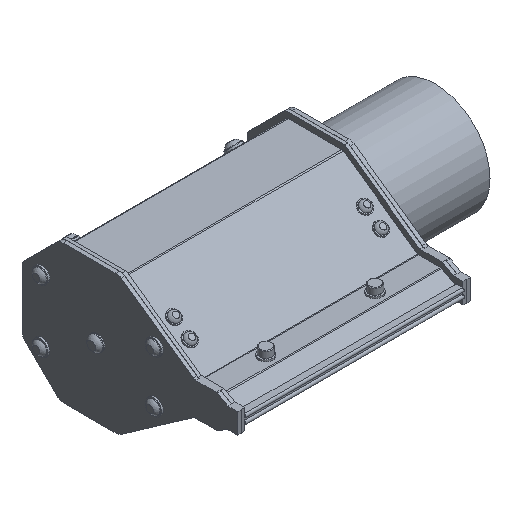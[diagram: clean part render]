
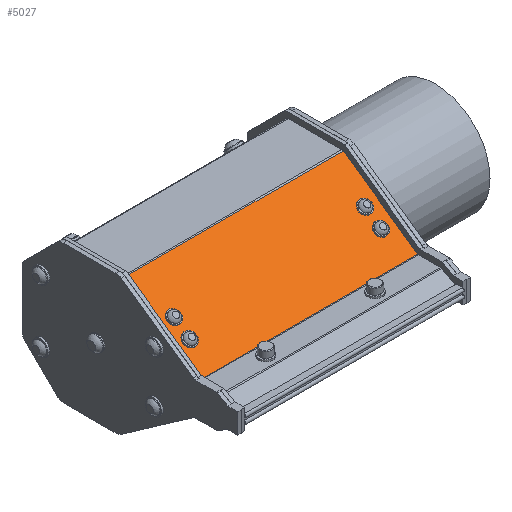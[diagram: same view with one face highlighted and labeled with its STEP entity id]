
A CAD part, isometric view. The second image highlights one B-rep face of the part: STEP entity #5027.
In plain terms, the highlighted planar face has unit normal (0, -0.574, 0.819).
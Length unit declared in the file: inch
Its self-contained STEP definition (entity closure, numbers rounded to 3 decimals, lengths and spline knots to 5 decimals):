
#279=LINE('',#13906,#593);
#309=LINE('',#14032,#623);
#311=LINE('',#14042,#625);
#317=LINE('',#14060,#631);
#593=VECTOR('',#6617,0.3937);
#623=VECTOR('',#6745,0.3937);
#625=VECTOR('',#6757,0.3937);
#631=VECTOR('',#6779,0.3937);
#1030=FACE_BOUND('',#2237,.T.);
#1031=FACE_BOUND('',#2238,.T.);
#1032=FACE_BOUND('',#2239,.T.);
#1033=FACE_BOUND('',#2240,.T.);
#1202=PLANE('',#5549);
#1324=CIRCLE('',#5272,0.17717);
#1329=CIRCLE('',#5282,0.17717);
#1436=CIRCLE('',#5515,0.17717);
#1441=CIRCLE('',#5525,0.17717);
#1821=FACE_OUTER_BOUND('',#2236,.T.);
#2236=EDGE_LOOP('',(#4336,#4337,#4338,#4339));
#2237=EDGE_LOOP('',(#4340));
#2238=EDGE_LOOP('',(#4341));
#2239=EDGE_LOOP('',(#4342));
#2240=EDGE_LOOP('',(#4343));
#2510=VERTEX_POINT('',#13249);
#2515=VERTEX_POINT('',#13264);
#2734=VERTEX_POINT('',#13903);
#2735=VERTEX_POINT('',#13905);
#2765=VERTEX_POINT('',#13976);
#2770=VERTEX_POINT('',#13991);
#2782=VERTEX_POINT('',#14031);
#2784=VERTEX_POINT('',#14039);
#2978=EDGE_CURVE('',#2510,#2510,#1324,.T.);
#2983=EDGE_CURVE('',#2515,#2515,#1329,.T.);
#3287=EDGE_CURVE('',#2734,#2735,#279,.T.);
#3319=EDGE_CURVE('',#2765,#2765,#1436,.T.);
#3324=EDGE_CURVE('',#2770,#2770,#1441,.T.);
#3343=EDGE_CURVE('',#2735,#2782,#309,.T.);
#3348=EDGE_CURVE('',#2784,#2734,#311,.T.);
#3359=EDGE_CURVE('',#2782,#2784,#317,.T.);
#4336=ORIENTED_EDGE('',*,*,#3348,.F.);
#4337=ORIENTED_EDGE('',*,*,#3359,.F.);
#4338=ORIENTED_EDGE('',*,*,#3343,.F.);
#4339=ORIENTED_EDGE('',*,*,#3287,.F.);
#4340=ORIENTED_EDGE('',*,*,#2978,.F.);
#4341=ORIENTED_EDGE('',*,*,#2983,.F.);
#4342=ORIENTED_EDGE('',*,*,#3319,.F.);
#4343=ORIENTED_EDGE('',*,*,#3324,.F.);
#5027=ADVANCED_FACE('',(#1821,#1030,#1031,#1032,#1033),#1202,.T.);
#5272=AXIS2_PLACEMENT_3D('',#13250,#5970,#5971);
#5282=AXIS2_PLACEMENT_3D('',#13265,#5990,#5991);
#5515=AXIS2_PLACEMENT_3D('',#13977,#6685,#6686);
#5525=AXIS2_PLACEMENT_3D('',#13992,#6705,#6706);
#5549=AXIS2_PLACEMENT_3D('',#14059,#6777,#6778);
#5970=DIRECTION('center_axis',(0.,-0.574,
0.819));
#5971=DIRECTION('ref_axis',(-0.949,-0.259,-0.182));
#5990=DIRECTION('center_axis',(0.,-0.574,
0.819));
#5991=DIRECTION('ref_axis',(0.787,-0.506,-0.354));
#6617=DIRECTION('',(0.,0.819,0.574));
#6685=DIRECTION('center_axis',(0.,-0.574,
0.819));
#6686=DIRECTION('ref_axis',(-1.,0.022,0.016));
#6705=DIRECTION('center_axis',(0.,-0.574,
0.819));
#6706=DIRECTION('ref_axis',(0.882,-0.386,-0.27));
#6745=DIRECTION('',(1.,0.,0.));
#6757=DIRECTION('',(-1.,0.,0.));
#6777=DIRECTION('center_axis',(0.,-0.574,
0.819));
#6778=DIRECTION('ref_axis',(0.,0.819,0.574));
#6779=DIRECTION('',(0.,-0.819,-0.574));
#13249=CARTESIAN_POINT('',(9.61307,-1.47833,1.09546));
#13250=CARTESIAN_POINT('Origin',(9.44501,-1.52426,1.0633));
#13264=CARTESIAN_POINT('',(4.05562,-1.43468,1.12603));
#13265=CARTESIAN_POINT('Origin',(4.19501,-1.52426,1.0633));
#13903=CARTESIAN_POINT('',(3.82001,-2.60977,0.30322));
#13905=CARTESIAN_POINT('',(3.82001,-0.5622,1.73695));
#13906=CARTESIAN_POINT('',(3.82001,-2.01114,0.72239));
#13976=CARTESIAN_POINT('',(4.3721,-1.96402,0.75538));
#13977=CARTESIAN_POINT('Origin',(4.19501,-1.96005,0.75816));
#13991=CARTESIAN_POINT('',(9.28873,-1.89169,0.80603));
#13992=CARTESIAN_POINT('Origin',(9.44501,-1.96005,0.75816));
#14031=CARTESIAN_POINT('',(9.82001,-0.5622,1.73695));
#14032=CARTESIAN_POINT('',(9.82001,-0.5622,1.73695));
#14039=CARTESIAN_POINT('',(9.82001,-2.60977,0.30322));
#14042=CARTESIAN_POINT('',(9.82001,-2.60977,0.30322));
#14059=CARTESIAN_POINT('Origin',(9.82001,-2.61752,0.2978));
#14060=CARTESIAN_POINT('',(9.82001,-2.01114,0.72239));
